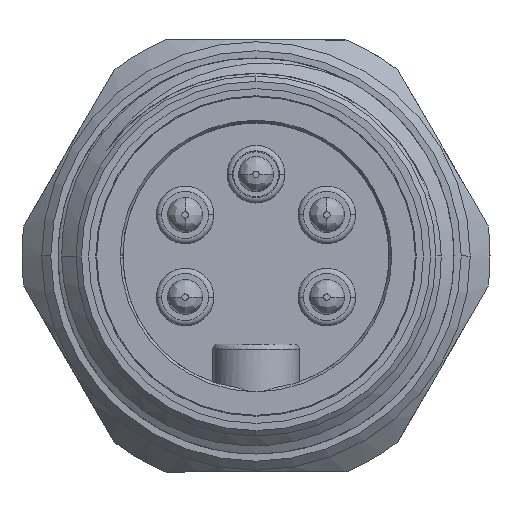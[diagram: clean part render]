
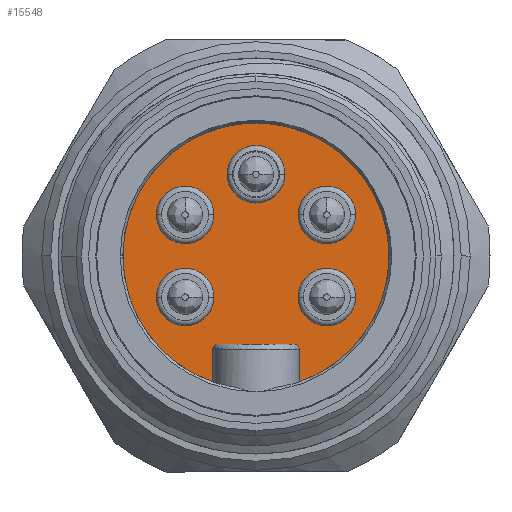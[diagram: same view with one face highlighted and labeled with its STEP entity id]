
A CAD part, front view. The second image highlights one B-rep face of the part: STEP entity #15548.
In plain terms, the highlighted planar face has unit normal (0, -1, 0).
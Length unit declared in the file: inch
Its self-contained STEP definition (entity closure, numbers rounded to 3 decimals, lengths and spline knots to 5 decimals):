
#5902=DIRECTION('',(1.,0.,0.));
#5903=VECTOR('',#5902,0.16535);
#5904=CARTESIAN_POINT('',(-0.08268,-0.11024,
-0.19252));
#5905=LINE('',#5904,#5903);
#5914=DIRECTION('',(0.,0.,-1.));
#5915=VECTOR('',#5914,0.07126);
#5916=CARTESIAN_POINT('',(0.09449,-0.11024,
-0.20433));
#5917=LINE('',#5916,#5915);
#5918=CARTESIAN_POINT('',(0.08268,-0.11024,
-0.20433));
#5919=DIRECTION('',(0.,-1.,0.));
#5920=DIRECTION('',(1.,0.,0.));
#5921=AXIS2_PLACEMENT_3D('',#5918,#5919,#5920);
#5923=CARTESIAN_POINT('',(-0.08268,-0.11024,
-0.20433));
#5924=DIRECTION('',(0.,-1.,0.));
#5925=DIRECTION('',(0.,0.,1.));
#5926=AXIS2_PLACEMENT_3D('',#5923,#5924,#5925);
#5928=CARTESIAN_POINT('',(0.,-0.11024,0.));
#5929=DIRECTION('',(0.,1.,0.));
#5930=DIRECTION('',(-0.324,0.,-0.946));
#5931=AXIS2_PLACEMENT_3D('',#5928,#5929,#5930);
#5933=CARTESIAN_POINT('',(0.15512,-0.11024,
0.08976));
#5934=DIRECTION('',(0.,-1.,0.));
#5935=DIRECTION('',(1.,0.,0.));
#5936=AXIS2_PLACEMENT_3D('',#5933,#5934,#5935);
#5938=CARTESIAN_POINT('',(0.15512,-0.11024,
0.08976));
#5939=DIRECTION('',(0.,-1.,0.));
#5940=DIRECTION('',(-1.,0.,0.));
#5941=AXIS2_PLACEMENT_3D('',#5938,#5939,#5940);
#5943=CARTESIAN_POINT('',(-0.15512,-0.11024,
-0.08976));
#5944=DIRECTION('',(0.,-1.,0.));
#5945=DIRECTION('',(1.,0.,0.));
#5946=AXIS2_PLACEMENT_3D('',#5943,#5944,#5945);
#5948=CARTESIAN_POINT('',(-0.15512,-0.11024,
-0.08976));
#5949=DIRECTION('',(0.,-1.,0.));
#5950=DIRECTION('',(-1.,0.,0.));
#5951=AXIS2_PLACEMENT_3D('',#5948,#5949,#5950);
#5953=CARTESIAN_POINT('',(0.15512,-0.11024,
-0.08976));
#5954=DIRECTION('',(0.,-1.,0.));
#5955=DIRECTION('',(1.,0.,0.));
#5956=AXIS2_PLACEMENT_3D('',#5953,#5954,#5955);
#5958=CARTESIAN_POINT('',(0.15512,-0.11024,
-0.08976));
#5959=DIRECTION('',(0.,-1.,0.));
#5960=DIRECTION('',(-1.,0.,0.));
#5961=AXIS2_PLACEMENT_3D('',#5958,#5959,#5960);
#5963=CARTESIAN_POINT('',(0.,-0.11024,0.17874));
#5964=DIRECTION('',(0.,-1.,0.));
#5965=DIRECTION('',(1.,0.,0.));
#5966=AXIS2_PLACEMENT_3D('',#5963,#5964,#5965);
#5968=CARTESIAN_POINT('',(0.,-0.11024,0.17874));
#5969=DIRECTION('',(0.,-1.,0.));
#5970=DIRECTION('',(-1.,0.,0.));
#5971=AXIS2_PLACEMENT_3D('',#5968,#5969,#5970);
#5993=CARTESIAN_POINT('',(-0.15512,-0.11024,
0.08976));
#5994=DIRECTION('',(0.,-1.,0.));
#5995=DIRECTION('',(1.,0.,0.));
#5996=AXIS2_PLACEMENT_3D('',#5993,#5994,#5995);
#5998=CARTESIAN_POINT('',(-0.15512,-0.11024,
0.08976));
#5999=DIRECTION('',(0.,-1.,0.));
#6000=DIRECTION('',(-1.,0.,0.));
#6001=AXIS2_PLACEMENT_3D('',#5998,#5999,#6000);
#6011=DIRECTION('',(0.,0.,1.));
#6012=VECTOR('',#6011,0.07126);
#6013=CARTESIAN_POINT('',(-0.09449,-0.11024,
-0.27559));
#6014=LINE('',#6013,#6012);
#8767=CARTESIAN_POINT('',(0.09449,-0.11024,
-0.27559));
#8768=VERTEX_POINT('',#8767);
#8769=CARTESIAN_POINT('',(-0.09449,-0.11024,
-0.27559));
#8771=VERTEX_POINT('',#8769);
#8787=CARTESIAN_POINT('',(0.08268,-0.11024,
-0.19252));
#8788=VERTEX_POINT('',#8787);
#8789=CARTESIAN_POINT('',(-0.08268,-0.11024,
-0.19252));
#8790=VERTEX_POINT('',#8789);
#8791=CARTESIAN_POINT('',(0.09449,-0.11024,
-0.20433));
#8792=VERTEX_POINT('',#8791);
#8793=CARTESIAN_POINT('',(-0.09449,-0.11024,
-0.20433));
#8794=VERTEX_POINT('',#8793);
#9325=CARTESIAN_POINT('',(0.21811,-0.11024,
0.08976));
#9326=CARTESIAN_POINT('',(0.09213,-0.11024,
0.08976));
#9327=VERTEX_POINT('',#9325);
#9328=VERTEX_POINT('',#9326);
#9329=CARTESIAN_POINT('',(-0.09213,-0.11024,
-0.08976));
#9330=CARTESIAN_POINT('',(-0.21811,-0.11024,
-0.08976));
#9331=VERTEX_POINT('',#9329);
#9332=VERTEX_POINT('',#9330);
#9333=CARTESIAN_POINT('',(0.21811,-0.11024,
-0.08976));
#9334=CARTESIAN_POINT('',(0.09213,-0.11024,
-0.08976));
#9335=VERTEX_POINT('',#9333);
#9336=VERTEX_POINT('',#9334);
#9337=CARTESIAN_POINT('',(0.06299,-0.11024,
0.17874));
#9338=CARTESIAN_POINT('',(-0.06299,-0.11024,
0.17874));
#9339=VERTEX_POINT('',#9337);
#9340=VERTEX_POINT('',#9338);
#9349=CARTESIAN_POINT('',(-0.09213,-0.11024,
0.08976));
#9350=CARTESIAN_POINT('',(-0.21811,-0.11024,
0.08976));
#9351=VERTEX_POINT('',#9349);
#9352=VERTEX_POINT('',#9350);
#15503=CARTESIAN_POINT('',(-0.14567,-0.11024,0.));
#15504=DIRECTION('',(0.,-1.,0.));
#15505=DIRECTION('',(0.,0.,-1.));
#15506=AXIS2_PLACEMENT_3D('',#15503,#15504,#15505);
#15507=PLANE('',#15506);
#15508=ORIENTED_EDGE('',*,*,#15496,.F.);
#15509=ORIENTED_EDGE('',*,*,#15485,.T.);
#15510=ORIENTED_EDGE('',*,*,#15471,.F.);
#15512=ORIENTED_EDGE('',*,*,#15511,.T.);
#15514=ORIENTED_EDGE('',*,*,#15513,.F.);
#15515=ORIENTED_EDGE('',*,*,#15395,.T.);
#15516=EDGE_LOOP('',(#15508,#15509,#15510,#15512,#15514,#15515));
#15517=FACE_OUTER_BOUND('',#15516,.F.);
#15519=ORIENTED_EDGE('',*,*,#15518,.T.);
#15521=ORIENTED_EDGE('',*,*,#15520,.T.);
#15522=EDGE_LOOP('',(#15519,#15521));
#15523=FACE_BOUND('',#15522,.F.);
#15525=ORIENTED_EDGE('',*,*,#15524,.T.);
#15527=ORIENTED_EDGE('',*,*,#15526,.T.);
#15528=EDGE_LOOP('',(#15525,#15527));
#15529=FACE_BOUND('',#15528,.F.);
#15531=ORIENTED_EDGE('',*,*,#15530,.T.);
#15533=ORIENTED_EDGE('',*,*,#15532,.T.);
#15534=EDGE_LOOP('',(#15531,#15533));
#15535=FACE_BOUND('',#15534,.F.);
#15537=ORIENTED_EDGE('',*,*,#15536,.T.);
#15539=ORIENTED_EDGE('',*,*,#15538,.T.);
#15540=EDGE_LOOP('',(#15537,#15539));
#15541=FACE_BOUND('',#15540,.F.);
#15543=ORIENTED_EDGE('',*,*,#15542,.T.);
#15545=ORIENTED_EDGE('',*,*,#15544,.T.);
#15546=EDGE_LOOP('',(#15543,#15545));
#15547=FACE_BOUND('',#15546,.F.);
#15548=ADVANCED_FACE('',(#15517,#15523,#15529,#15535,#15541,#15547),#15507,.T.);
#5922=CIRCLE('',#5921,0.01181);
#5927=CIRCLE('',#5926,0.01181);
#5932=CIRCLE('',#5931,0.29134);
#5937=CIRCLE('',#5936,0.06299);
#5942=CIRCLE('',#5941,0.06299);
#5947=CIRCLE('',#5946,0.06299);
#5952=CIRCLE('',#5951,0.06299);
#5957=CIRCLE('',#5956,0.06299);
#5962=CIRCLE('',#5961,0.06299);
#5967=CIRCLE('',#5966,0.06299);
#5972=CIRCLE('',#5971,0.06299);
#5997=CIRCLE('',#5996,0.06299);
#6002=CIRCLE('',#6001,0.06299);
#15395=EDGE_CURVE('',#8771,#8768,#5932,.T.);
#15471=EDGE_CURVE('',#8790,#8788,#5905,.T.);
#15485=EDGE_CURVE('',#8792,#8788,#5922,.T.);
#15496=EDGE_CURVE('',#8792,#8768,#5917,.T.);
#15511=EDGE_CURVE('',#8790,#8794,#5927,.T.);
#15513=EDGE_CURVE('',#8771,#8794,#6014,.T.);
#15518=EDGE_CURVE('',#9327,#9328,#5937,.T.);
#15520=EDGE_CURVE('',#9328,#9327,#5942,.T.);
#15524=EDGE_CURVE('',#9331,#9332,#5947,.T.);
#15526=EDGE_CURVE('',#9332,#9331,#5952,.T.);
#15530=EDGE_CURVE('',#9335,#9336,#5957,.T.);
#15532=EDGE_CURVE('',#9336,#9335,#5962,.T.);
#15536=EDGE_CURVE('',#9339,#9340,#5967,.T.);
#15538=EDGE_CURVE('',#9340,#9339,#5972,.T.);
#15542=EDGE_CURVE('',#9351,#9352,#5997,.T.);
#15544=EDGE_CURVE('',#9352,#9351,#6002,.T.);
